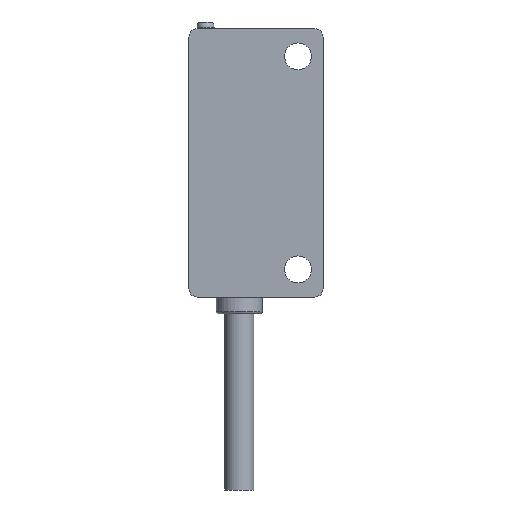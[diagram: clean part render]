
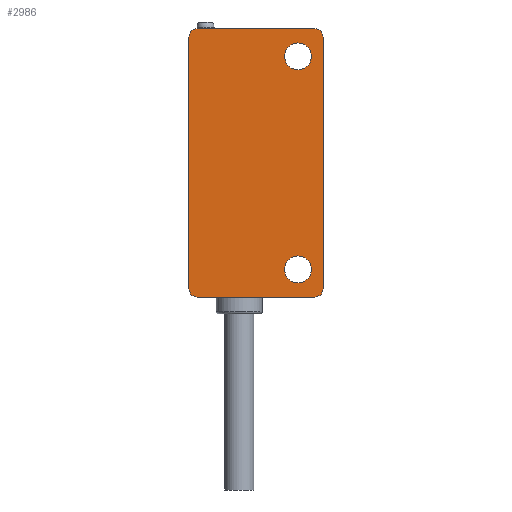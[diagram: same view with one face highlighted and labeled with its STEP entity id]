
A CAD part, left-side view. The second image highlights one B-rep face of the part: STEP entity #2986.
In plain terms, the highlighted planar face has unit normal (-1, 0, 0).
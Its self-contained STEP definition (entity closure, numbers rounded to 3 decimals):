
#27 = EDGE_CURVE ( 'NONE', #3904, #1483, #954, .T. ) ;
#40 = EDGE_CURVE ( 'NONE', #2311, #1174, #1183, .T. ) ;
#71 = AXIS2_PLACEMENT_3D ( 'NONE', #3316, #205, #1588 ) ;
#134 = CARTESIAN_POINT ( 'NONE',  ( -5.868, -5.033, 43.7 ) ) ;
#205 = DIRECTION ( 'NONE',  ( 1., 0., 0. ) ) ;
#299 = AXIS2_PLACEMENT_3D ( 'NONE', #1385, #2768, #4143 ) ;
#341 = FACE_BOUND ( 'NONE', #558, .T. ) ;
#431 = CIRCLE ( 'NONE', #2753, 1.6 ) ;
#514 = CARTESIAN_POINT ( 'NONE',  ( -5.868, -5.033, 45.3 ) ) ;
#558 = EDGE_LOOP ( 'NONE', ( #2513, #4428 ) ) ;
#709 = EDGE_CURVE ( 'NONE', #2311, #792, #4065, .T. ) ;
#728 = CARTESIAN_POINT ( 'NONE',  ( -5.868, -7.033, 46. ) ) ;
#781 = VERTEX_POINT ( 'NONE', #4177 ) ;
#792 = VERTEX_POINT ( 'NONE', #3165 ) ;
#809 = CIRCLE ( 'NONE', #3783, 1.6 ) ;
#830 = DIRECTION ( 'NONE',  ( 0., 1., 0. ) ) ;
#834 = CARTESIAN_POINT ( 'NONE',  ( -5.868, 7.967, 16. ) ) ;
#878 = LINE ( 'NONE', #2269, #4073 ) ;
#888 = CARTESIAN_POINT ( 'NONE',  ( -5.868, -7.033, 16. ) ) ;
#946 = EDGE_CURVE ( 'NONE', #2847, #1918, #1668, .T. ) ;
#954 = CIRCLE ( 'NONE', #1524, 1.6 ) ;
#958 = DIRECTION ( 'NONE',  ( 0., 0., -1. ) ) ;
#961 = CIRCLE ( 'NONE', #1975, 1. ) ;
#999 = DIRECTION ( 'NONE',  ( 0., -1., 0. ) ) ;
#1023 = ORIENTED_EDGE ( 'NONE', *, *, #40, .F. ) ;
#1153 = CARTESIAN_POINT ( 'NONE',  ( -5.868, -5.033, 19.9 ) ) ;
#1173 = AXIS2_PLACEMENT_3D ( 'NONE', #728, #2115, #3499 ) ;
#1174 = VERTEX_POINT ( 'NONE', #1531 ) ;
#1183 = LINE ( 'NONE', #2565, #4064 ) ;
#1251 = CARTESIAN_POINT ( 'NONE',  ( -5.868, 6.967, 46. ) ) ;
#1308 = ORIENTED_EDGE ( 'NONE', *, *, #946, .T. ) ;
#1321 = ORIENTED_EDGE ( 'NONE', *, *, #2386, .T. ) ;
#1353 = DIRECTION ( 'NONE',  ( -1., 0., 0. ) ) ;
#1385 = CARTESIAN_POINT ( 'NONE',  ( -5.868, -0.033, 31. ) ) ;
#1412 = CARTESIAN_POINT ( 'NONE',  ( -5.868, -5.033, 18.3 ) ) ;
#1433 = EDGE_LOOP ( 'NONE', ( #1308, #2928 ) ) ;
#1483 = VERTEX_POINT ( 'NONE', #2521 ) ;
#1502 = ORIENTED_EDGE ( 'NONE', *, *, #709, .T. ) ;
#1516 = DIRECTION ( 'NONE',  ( 1., 0., 0. ) ) ;
#1524 = AXIS2_PLACEMENT_3D ( 'NONE', #134, #1516, #2902 ) ;
#1531 = CARTESIAN_POINT ( 'NONE',  ( -5.868, 7.967, 46. ) ) ;
#1588 = DIRECTION ( 'NONE',  ( 0., 0., -1. ) ) ;
#1603 = EDGE_CURVE ( 'NONE', #4230, #2674, #4123, .T. ) ;
#1668 = CIRCLE ( 'NONE', #71, 1.6 ) ;
#1723 = FACE_BOUND ( 'NONE', #1433, .T. ) ;
#1918 = VERTEX_POINT ( 'NONE', #1153 ) ;
#1939 = ORIENTED_EDGE ( 'NONE', *, *, #3760, .T. ) ;
#1948 = CARTESIAN_POINT ( 'NONE',  ( -5.868, -5.033, 16.7 ) ) ;
#1965 = VERTEX_POINT ( 'NONE', #3289 ) ;
#1975 = AXIS2_PLACEMENT_3D ( 'NONE', #1251, #2637, #4010 ) ;
#2115 = DIRECTION ( 'NONE',  ( -1., 0., 0. ) ) ;
#2170 = VECTOR ( 'NONE', #999, 1000. ) ;
#2172 = AXIS2_PLACEMENT_3D ( 'NONE', #888, #2278, #3656 ) ;
#2269 = CARTESIAN_POINT ( 'NONE',  ( -5.868, -8.033, 47. ) ) ;
#2278 = DIRECTION ( 'NONE',  ( -1., 0., 0. ) ) ;
#2311 = VERTEX_POINT ( 'NONE', #834 ) ;
#2386 = EDGE_CURVE ( 'NONE', #781, #1174, #961, .T. ) ;
#2431 = ORIENTED_EDGE ( 'NONE', *, *, #3941, .F. ) ;
#2447 = ORIENTED_EDGE ( 'NONE', *, *, #3872, .F. ) ;
#2475 = VERTEX_POINT ( 'NONE', #3038 ) ;
#2513 = ORIENTED_EDGE ( 'NONE', *, *, #3597, .T. ) ;
#2521 = CARTESIAN_POINT ( 'NONE',  ( -5.868, -5.033, 42.1 ) ) ;
#2560 = LINE ( 'NONE', #3936, #4281 ) ;
#2565 = CARTESIAN_POINT ( 'NONE',  ( -5.868, 7.967, 47. ) ) ;
#2637 = DIRECTION ( 'NONE',  ( -1., 0., 0. ) ) ;
#2674 = VERTEX_POINT ( 'NONE', #2855 ) ;
#2682 = CARTESIAN_POINT ( 'NONE',  ( -5.868, -5.033, 43.7 ) ) ;
#2728 = LINE ( 'NONE', #4102, #2170 ) ;
#2734 = DIRECTION ( 'NONE',  ( 0., 0., -1. ) ) ;
#2753 = AXIS2_PLACEMENT_3D ( 'NONE', #2682, #4057, #958 ) ;
#2760 = CARTESIAN_POINT ( 'NONE',  ( -5.868, -7.033, 15. ) ) ;
#2768 = DIRECTION ( 'NONE',  ( 1., 0., 0. ) ) ;
#2794 = DIRECTION ( 'NONE',  ( 1., 0., 0. ) ) ;
#2847 = VERTEX_POINT ( 'NONE', #1948 ) ;
#2855 = CARTESIAN_POINT ( 'NONE',  ( -5.868, -8.033, 16. ) ) ;
#2902 = DIRECTION ( 'NONE',  ( 0., 0., -1. ) ) ;
#2928 = ORIENTED_EDGE ( 'NONE', *, *, #3737, .T. ) ;
#2986 = ADVANCED_FACE ( 'NONE', ( #341, #1723, #3104 ), #4481, .F. ) ;
#3038 = CARTESIAN_POINT ( 'NONE',  ( -5.868, -8.033, 46. ) ) ;
#3104 = FACE_OUTER_BOUND ( 'NONE', #3861, .T. ) ;
#3139 = CIRCLE ( 'NONE', #1173, 1. ) ;
#3165 = CARTESIAN_POINT ( 'NONE',  ( -5.868, 6.967, 15. ) ) ;
#3289 = CARTESIAN_POINT ( 'NONE',  ( -5.868, -7.033, 47. ) ) ;
#3316 = CARTESIAN_POINT ( 'NONE',  ( -5.868, -5.033, 18.3 ) ) ;
#3499 = DIRECTION ( 'NONE',  ( 0., 0., -1. ) ) ;
#3597 = EDGE_CURVE ( 'NONE', #1483, #3904, #431, .T. ) ;
#3647 = DIRECTION ( 'NONE',  ( 0., 0., -1. ) ) ;
#3649 = EDGE_CURVE ( 'NONE', #781, #1965, #2728, .T. ) ;
#3656 = DIRECTION ( 'NONE',  ( 0., 0., -1. ) ) ;
#3737 = EDGE_CURVE ( 'NONE', #1918, #2847, #809, .T. ) ;
#3760 = EDGE_CURVE ( 'NONE', #2475, #1965, #3139, .T. ) ;
#3783 = AXIS2_PLACEMENT_3D ( 'NONE', #1412, #2794, #4171 ) ;
#3861 = EDGE_LOOP ( 'NONE', ( #1023, #1502, #2447, #4319, #2431, #1939, #3907, #1321 ) ) ;
#3872 = EDGE_CURVE ( 'NONE', #4230, #792, #2560, .T. ) ;
#3904 = VERTEX_POINT ( 'NONE', #514 ) ;
#3907 = ORIENTED_EDGE ( 'NONE', *, *, #3649, .F. ) ;
#3936 = CARTESIAN_POINT ( 'NONE',  ( -5.868, 7.967, 15. ) ) ;
#3941 = EDGE_CURVE ( 'NONE', #2475, #2674, #878, .T. ) ;
#3942 = DIRECTION ( 'NONE',  ( 0., 0., 1. ) ) ;
#4010 = DIRECTION ( 'NONE',  ( 0., 0., -1. ) ) ;
#4057 = DIRECTION ( 'NONE',  ( 1., 0., 0. ) ) ;
#4064 = VECTOR ( 'NONE', #3942, 1000. ) ;
#4065 = CIRCLE ( 'NONE', #4275, 1. ) ;
#4073 = VECTOR ( 'NONE', #3647, 1000. ) ;
#4102 = CARTESIAN_POINT ( 'NONE',  ( -5.868, 7.967, 47. ) ) ;
#4123 = CIRCLE ( 'NONE', #2172, 1. ) ;
#4143 = DIRECTION ( 'NONE',  ( 0., 0., -1. ) ) ;
#4171 = DIRECTION ( 'NONE',  ( 0., 0., -1. ) ) ;
#4177 = CARTESIAN_POINT ( 'NONE',  ( -5.868, 6.967, 47. ) ) ;
#4230 = VERTEX_POINT ( 'NONE', #2760 ) ;
#4275 = AXIS2_PLACEMENT_3D ( 'NONE', #4450, #1353, #2734 ) ;
#4281 = VECTOR ( 'NONE', #830, 1000. ) ;
#4319 = ORIENTED_EDGE ( 'NONE', *, *, #1603, .T. ) ;
#4428 = ORIENTED_EDGE ( 'NONE', *, *, #27, .T. ) ;
#4450 = CARTESIAN_POINT ( 'NONE',  ( -5.868, 6.967, 16. ) ) ;
#4481 = PLANE ( 'NONE',  #299 ) ;
